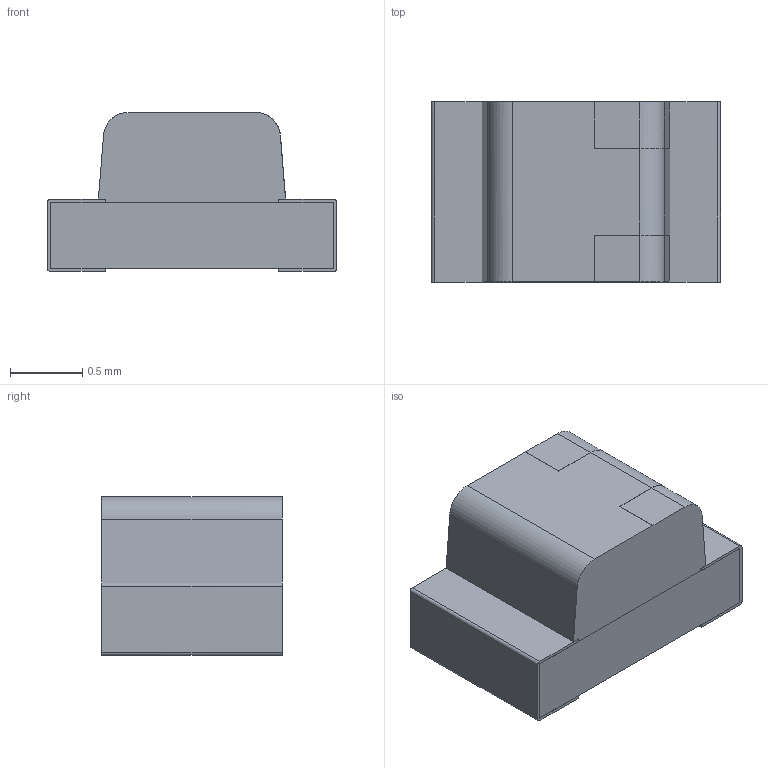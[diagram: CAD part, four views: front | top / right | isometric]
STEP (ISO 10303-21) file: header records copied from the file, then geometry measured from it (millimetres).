
FILE_DESCRIPTION (( 'STEP AP214' ), '1' );
FILE_NAME ('User Library-KP-2012.STEP', '2018-11-03T17:04:49', ( '' ), ( '' ), 'SwSTEP 2.0', 'SolidWorks 2018', '' );
FILE_SCHEMA (( 'AUTOMOTIVE_DESIGN' ));
Length unit declared in the file: millimetre
Products named in the file (1): User Library-KP-2012
Bounding box: 2 x 1.25 x 1.1 mm (x, y, z)
Volume: 2.1 mm3; surface area: 10.9 mm2
Topology: 1 solids, 1 shells, 54 faces, 144 edges, 93 vertices
Faces by surface type: plane 46, cylinder 8
Entity records: 2324 total; most frequent: CARTESIAN_POINT 444, ORIENTED_EDGE 288, DIRECTION 208, EDGE_CURVE 144, VECTOR 98, LINE 98, VERTEX_POINT 93, UNCERTAINTY_MEASURE_WITH_UNIT 57
